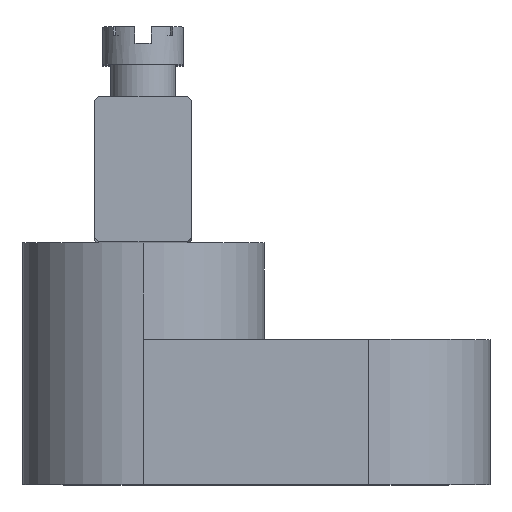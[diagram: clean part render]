
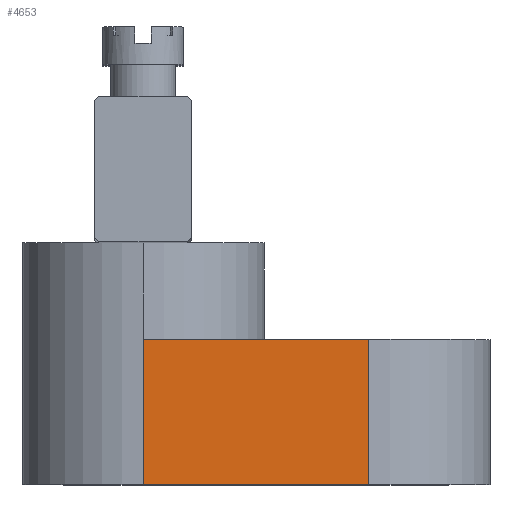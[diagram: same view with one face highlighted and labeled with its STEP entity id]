
A CAD part, top view. The second image highlights one B-rep face of the part: STEP entity #4653.
In plain terms, the highlighted planar face has unit normal (0, 0, 1).
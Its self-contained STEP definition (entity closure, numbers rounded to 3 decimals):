
#133 = CARTESIAN_POINT ( 'NONE',  ( -14.5, 0., 7.5 ) ) ;
#146 = CARTESIAN_POINT ( 'NONE',  ( 7., 0., 7.5 ) ) ;
#183 = CARTESIAN_POINT ( 'NONE',  ( 7., 9., 7.5 ) ) ;
#262 = CARTESIAN_POINT ( 'NONE',  ( -14.5, 9., 7.5 ) ) ;
#351 = DIRECTION ( 'NONE',  ( 0., 1., 0. ) ) ;
#458 = CARTESIAN_POINT ( 'NONE',  ( -7., 0., 7.5 ) ) ;
#660 = EDGE_LOOP ( 'NONE', ( #4384, #2888, #5484, #2802 ) ) ;
#666 = AXIS2_PLACEMENT_3D ( 'NONE', #6489, #6391, #6348 ) ;
#849 = CARTESIAN_POINT ( 'NONE',  ( -7., -10.607, 7.5 ) ) ;
#909 = DIRECTION ( 'NONE',  ( 1., 0., 0. ) ) ;
#1056 = VERTEX_POINT ( 'NONE', #4584 ) ;
#1690 = CARTESIAN_POINT ( 'NONE',  ( 7., -10.607, 7.5 ) ) ;
#1823 = VERTEX_POINT ( 'NONE', #146 ) ;
#2802 = ORIENTED_EDGE ( 'NONE', *, *, #3469, .T. ) ;
#2888 = ORIENTED_EDGE ( 'NONE', *, *, #3445, .F. ) ;
#3080 = VERTEX_POINT ( 'NONE', #183 ) ;
#3442 = EDGE_CURVE ( 'NONE', #1823, #3080, #6126, .T. ) ;
#3445 = EDGE_CURVE ( 'NONE', #1056, #3080, #6169, .T. ) ;
#3459 = EDGE_CURVE ( 'NONE', #6858, #1056, #6095, .T. ) ;
#3469 = EDGE_CURVE ( 'NONE', #6858, #1823, #6100, .T. ) ;
#4084 = FACE_OUTER_BOUND ( 'NONE', #660, .T. ) ;
#4261 = DIRECTION ( 'NONE',  ( 1., 0., 0. ) ) ;
#4384 = ORIENTED_EDGE ( 'NONE', *, *, #3442, .T. ) ;
#4584 = CARTESIAN_POINT ( 'NONE',  ( -7., 9., 7.5 ) ) ;
#4653 = ADVANCED_FACE ( 'NONE', ( #4084 ), #6402, .F. ) ;
#5484 = ORIENTED_EDGE ( 'NONE', *, *, #3459, .F. ) ;
#5642 = DIRECTION ( 'NONE',  ( 0., 1., 0. ) ) ;
#6044 = VECTOR ( 'NONE', #4261, 1000. ) ;
#6088 = VECTOR ( 'NONE', #5642, 1000. ) ;
#6095 = LINE ( 'NONE', #849, #6088 ) ;
#6100 = LINE ( 'NONE', #133, #6044 ) ;
#6117 = VECTOR ( 'NONE', #351, 1000. ) ;
#6126 = LINE ( 'NONE', #1690, #6117 ) ;
#6169 = LINE ( 'NONE', #262, #6184 ) ;
#6184 = VECTOR ( 'NONE', #909, 1000. ) ;
#6348 = DIRECTION ( 'NONE',  ( -1., 0., 0. ) ) ;
#6391 = DIRECTION ( 'NONE',  ( 0., 0., -1. ) ) ;
#6402 = PLANE ( 'NONE',  #666 ) ;
#6489 = CARTESIAN_POINT ( 'NONE',  ( -14.5, 9., 7.5 ) ) ;
#6858 = VERTEX_POINT ( 'NONE', #458 ) ;
